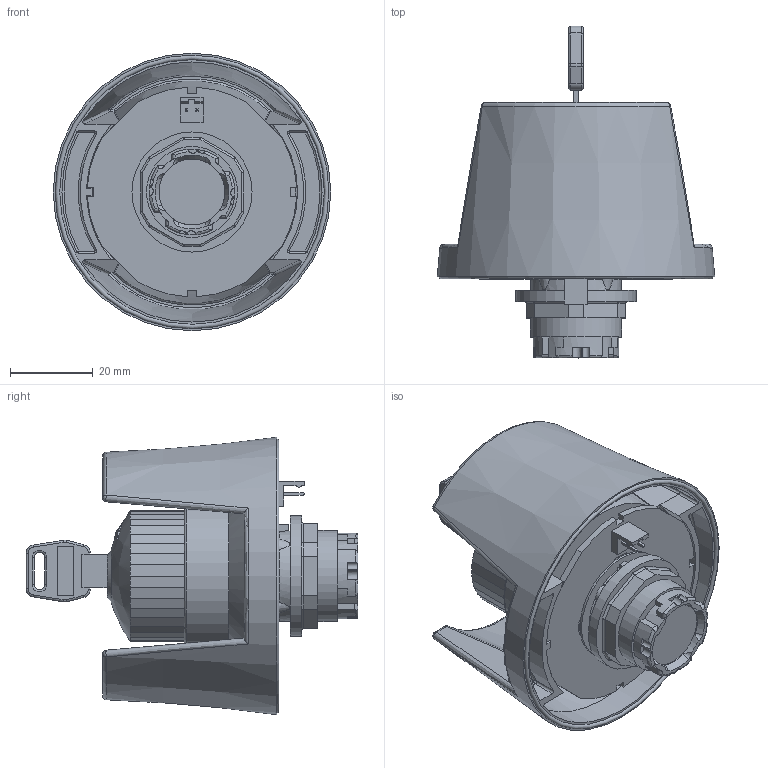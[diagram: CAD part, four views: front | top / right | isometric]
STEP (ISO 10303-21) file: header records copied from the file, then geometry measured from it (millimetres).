
FILE_DESCRIPTION(/* description */ (''),/* implementation_level */ '2;1');
FILE_NAME(/* name */ 'QRSKLUVSE_ipt.stp',/* time_stamp */ '2017-08-25T12:14:11+02:00',/* author */ ('ahoffmann'),/* organization */ (''),/* preprocessor_version */ 'ST-DEVELOPER v16.1',/* originating_system */ 'Autodesk Inventor 2016',/* authorisation */ '');
FILE_SCHEMA (('AUTOMOTIVE_DESIGN { 1 0 10303 214 3 1 1 }'));
Length unit declared in the file: centimetre
Products named in the file (1): QRSKLUVSE_vereinfacht
Bounding box: 67 x 80.15 x 67 mm (x, y, z)
Volume: 63394.1 mm3; surface area: 34368.3 mm2
Topology: 1 solids, 1 shells, 591 faces, 1562 edges, 988 vertices
Faces by surface type: plane 288, cylinder 174, torus 60, cone 29, sphere 24, bspline 16
Full cylindrical faces by diameter (mm): 1 x2, 12.65 x1, 15.95 x1, 20.75 x1, 21.85 x1, 22 x2, 22.6 x1, 25.35 x1, 27.65 x1, 29 x1, 36 x1
Entity records: 19388 total; most frequent: CARTESIAN_POINT 4856, DIRECTION 3056, ORIENTED_EDGE 3044, EDGE_CURVE 1518, AXIS2_PLACEMENT_3D 1132, VERTEX_POINT 975, LINE 792, VECTOR 792
